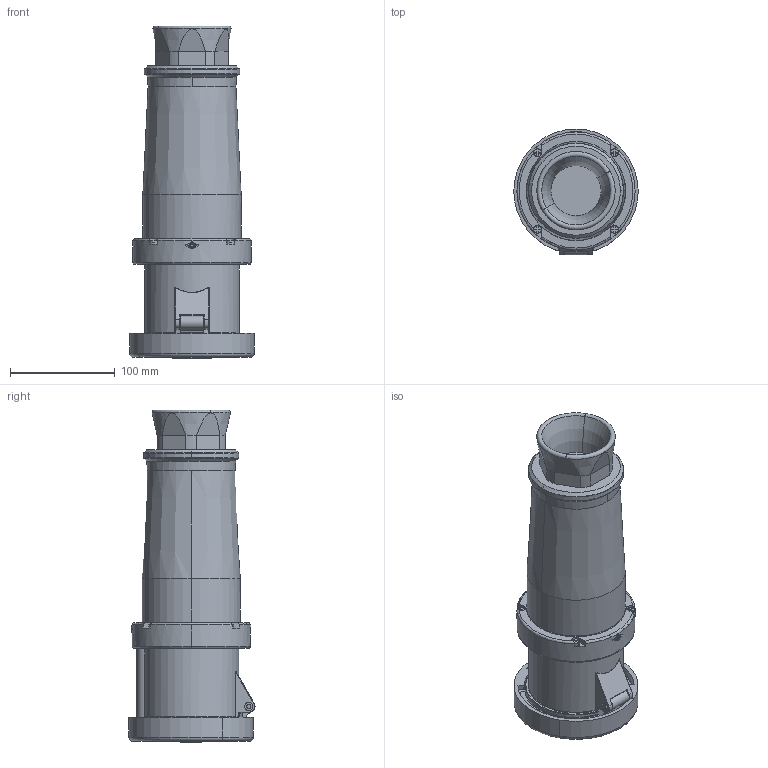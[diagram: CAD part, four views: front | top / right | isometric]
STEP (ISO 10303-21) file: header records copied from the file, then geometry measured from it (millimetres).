
FILE_DESCRIPTION(('Creo Elements/Direct Modeling STEP Export'),'2;1');
FILE_NAME('0lndqdl59287emu5560','2021-02-04T16:29:53',(''),(''),'Creo Elements/Direct Modeling STEP processor for AP214 (Solid Model)','Creo Elements/Direct Modeling 20.1B 02-Apr-2019 (C) Parametric Technology GmbH','');
FILE_SCHEMA(('AUTOMOTIVE_DESIGN { 1 0 10303 214 1 1 1 1 }'));
Length unit declared in the file: millimetre
Products named in the file (2): PEW_12565_PV
Assembly tree (1 placements, depth 2):
  PEW_12565_PV
    PEW_12565_PV
Bounding box: 119 x 120.5 x 317.5 mm (x, y, z)
Volume: 2042151.3 mm3; surface area: 139321.4 mm2
Topology: 1 solids, 5 shells, 496 faces, 1267 edges, 811 vertices
Faces by surface type: plane 235, cylinder 171, bspline 35, torus 32, cone 19, revolution 2, sphere 2
Entity records: 29619 total; most frequent: CARTESIAN_POINT 15922, ORIENTED_EDGE 2522, DIRECTION 2124, EDGE_CURVE 1261, VERTEX_POINT 811, AXIS2_PLACEMENT_3D 741, VECTOR 640, LINE 640
